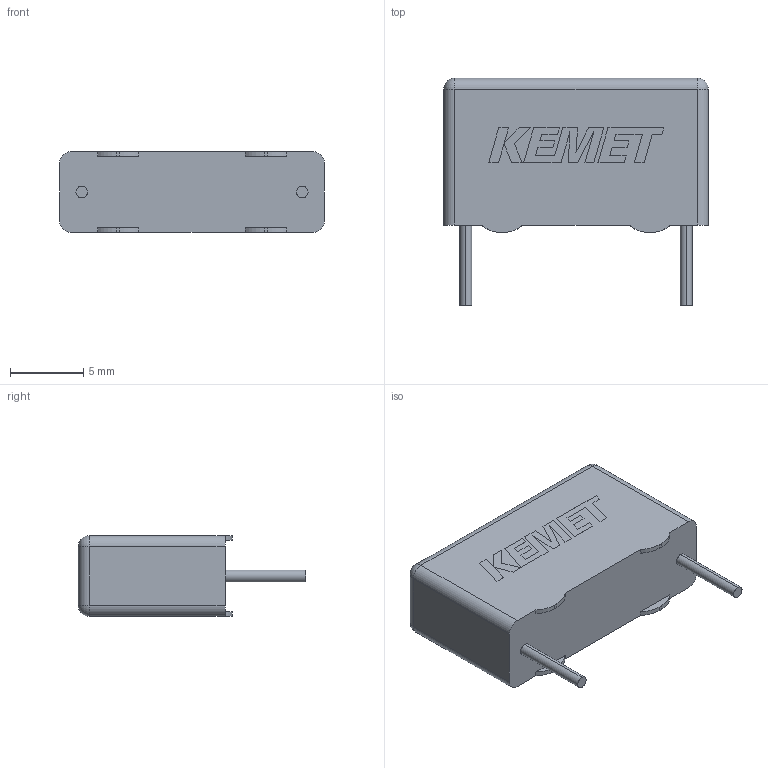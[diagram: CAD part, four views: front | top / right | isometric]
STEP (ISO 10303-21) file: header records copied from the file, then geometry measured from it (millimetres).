
FILE_DESCRIPTION(('STEP AP214'),'1');
FILE_NAME('phe450kb5330jr06.stp','2017-09-29T16:20:20',('TraceParts'),('TraceParts S.A.'),'Spatial InterOp 3D',' ',' ');
FILE_SCHEMA(('automotive_design'));
Length unit declared in the file: millimetre
Products named in the file (4): phe450kb5330jr06_1; phe450kb5330jr06_2; phe450kb5330jr06_3; phe450kb5330jr06_4
Bounding box: 18 x 15.5 x 5.5 mm (x, y, z)
Volume: 986.6 mm3; surface area: 708.3 mm2
Topology: 4 solids, 4 shells, 97 faces, 253 edges, 162 vertices
Faces by surface type: plane 73, cylinder 20, sphere 4
Entity records: 3777 total; most frequent: CARTESIAN_POINT 512, ORIENTED_EDGE 498, DIRECTION 491, EDGE_CURVE 249, LINE 209, VECTOR 209, VERTEX_POINT 162, AXIS2_PLACEMENT_3D 141
